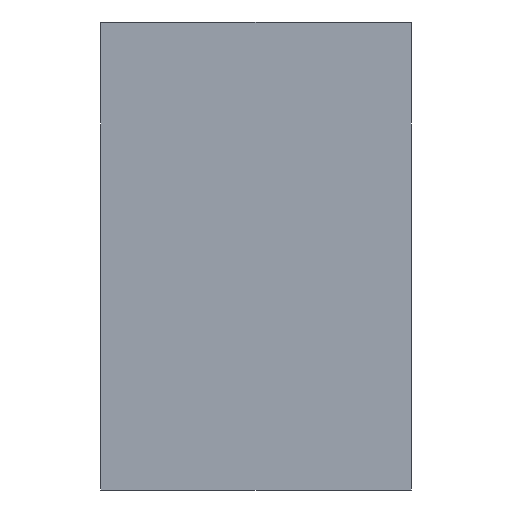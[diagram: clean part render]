
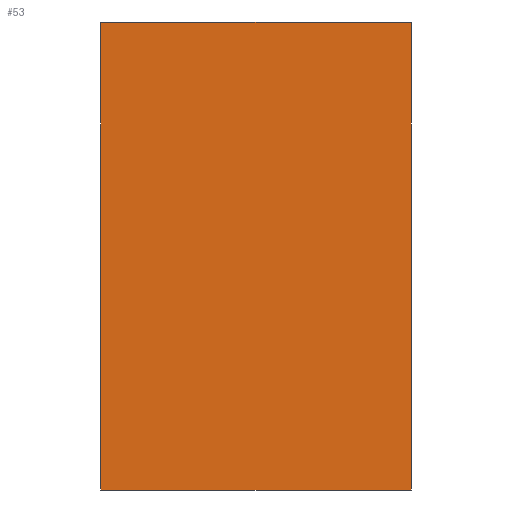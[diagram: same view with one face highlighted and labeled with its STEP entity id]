
A CAD part, left-side view. The second image highlights one B-rep face of the part: STEP entity #53.
In plain terms, the highlighted planar face has unit normal (-1, 0, 0).
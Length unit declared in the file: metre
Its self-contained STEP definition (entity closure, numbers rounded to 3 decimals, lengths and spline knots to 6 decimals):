
#53=ADVANCED_FACE('1:12655',(#67),#68,.T.);
#67=FACE_OUTER_BOUND('',#88,.T.);
#68=PLANE('',#89);
#88=EDGE_LOOP('',(#123,#124,#125,#126));
#89=AXIS2_PLACEMENT_3D('',#127,#128,#129);
#123=ORIENTED_EDGE('',*,*,#195,.T.);
#124=ORIENTED_EDGE('',*,*,#196,.F.);
#125=ORIENTED_EDGE('',*,*,#197,.F.);
#126=ORIENTED_EDGE('',*,*,#192,.T.);
#127=CARTESIAN_POINT('',(-0.01,0.0,0.0));
#128=DIRECTION('',(-1.0,-0.0,0.0));
#129=DIRECTION('',(0.0,-1.0,-0.0));
#192=EDGE_CURVE('1:12673',#224,#222,#225,.T.);
#195=EDGE_CURVE('1:12682',#222,#229,#230,.F.);
#196=EDGE_CURVE('1:12685',#231,#229,#232,.T.);
#197=EDGE_CURVE('1:12688',#224,#231,#233,.T.);
#222=VERTEX_POINT('',#269);
#224=VERTEX_POINT('',#272);
#225=LINE('',#273,#274);
#229=VERTEX_POINT('',#280);
#230=LINE('',#281,#282);
#231=VERTEX_POINT('',#283);
#232=LINE('',#284,#285);
#233=LINE('',#286,#287);
#269=CARTESIAN_POINT('',(-0.01,-0.01,0.03019));
#272=CARTESIAN_POINT('',(-0.01,-0.01,0.0));
#273=CARTESIAN_POINT('',(-0.01,-0.01,0.0));
#274=VECTOR('',#320,1.0);
#280=CARTESIAN_POINT('',(-0.01,0.01,0.03019));
#281=CARTESIAN_POINT('',(-0.01,0.0,0.03019));
#282=VECTOR('',#323,1.0);
#283=CARTESIAN_POINT('',(-0.01,0.01,0.0));
#284=CARTESIAN_POINT('',(-0.01,0.01,0.0));
#285=VECTOR('',#324,1.0);
#286=CARTESIAN_POINT('',(-0.01,-0.01,0.0));
#287=VECTOR('',#325,1.0);
#320=DIRECTION('',(0.0,0.0,1.0));
#323=DIRECTION('',(0.0,-1.0,0.0));
#324=DIRECTION('',(0.0,0.0,1.0));
#325=DIRECTION('',(0.0,1.0,0.0));
